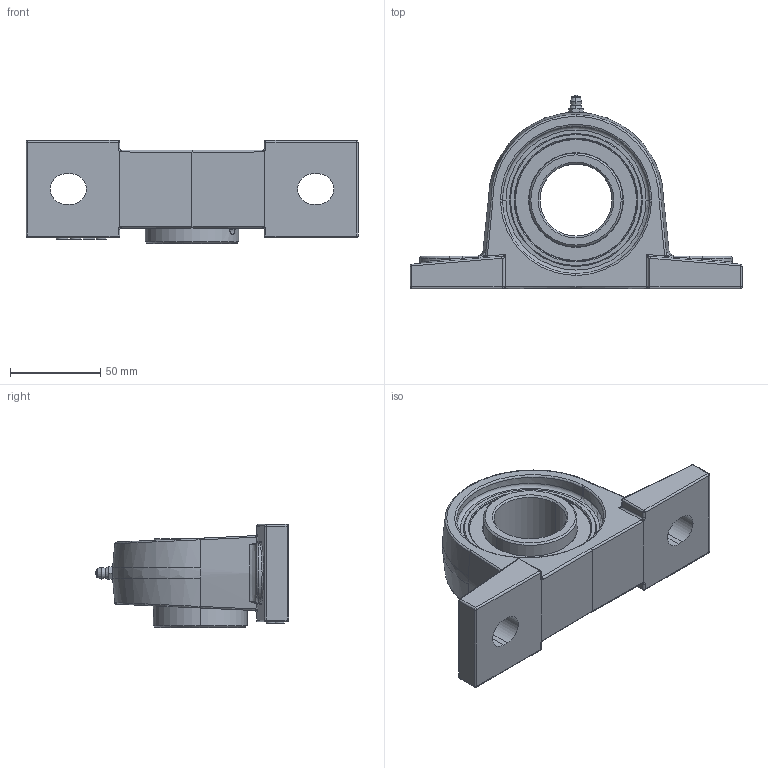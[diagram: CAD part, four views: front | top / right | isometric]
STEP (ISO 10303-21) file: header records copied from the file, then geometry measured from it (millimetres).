
FILE_DESCRIPTION(/* description */ ('Alibre Inc.'),/* implementation_level */ '2;1');
FILE_NAME(/* name */ 'export-60CDF3E4-E42B-4FB5-9779-09D077A2570E',/* time_stamp */ '2024-10-30T13:38:55+01:00',/* author */ (''),/* organization */ (''),/* preprocessor_version */ 'ST-DEVELOPER v17',/* originating_system */ 'Alibre',/* authorisation */ '');
FILE_SCHEMA (('AUTOMOTIVE_DESIGN'));
Length unit declared in the file: millimetre
Products named in the file (7): UCP; LUB_POINT; 3490-1 Flanged BallBearings VerticalMounted 40mm (UCP208) STEP214
Bounding box: 184 x 107.36 x 57.2 mm (x, y, z)
Volume: 309604.5 mm3; surface area: 63380.4 mm2
Topology: 4 solids, 4 shells, 377 faces, 909 edges, 521 vertices
Faces by surface type: bspline 138, cylinder 94, plane 80, cone 32, sphere 20, torus 13
Entity records: 18285 total; most frequent: CARTESIAN_POINT 10766, ORIENTED_EDGE 1750, DIRECTION 1140, EDGE_CURVE 875, VERTEX_POINT 521, AXIS2_PLACEMENT_3D 465, EDGE_LOOP 404, FACE_BOUND 404
